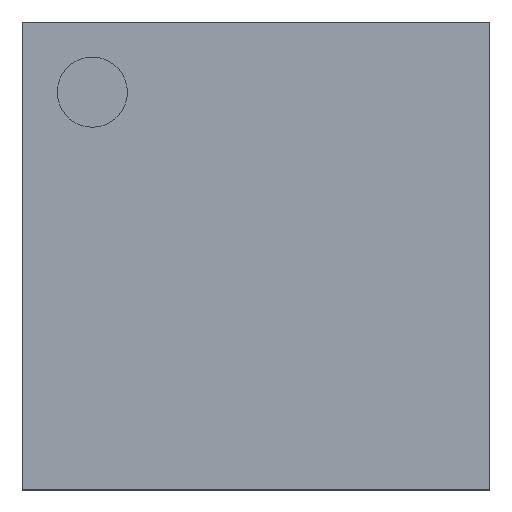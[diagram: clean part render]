
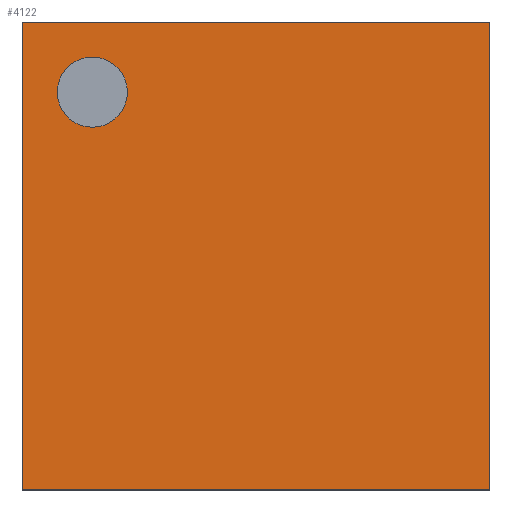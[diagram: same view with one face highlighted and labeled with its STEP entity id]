
A CAD part, top view. The second image highlights one B-rep face of the part: STEP entity #4122.
In plain terms, the highlighted planar face has unit normal (0, 0, 1).
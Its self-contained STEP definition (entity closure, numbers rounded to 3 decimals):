
#3956=CARTESIAN_POINT('',(-0.7,1.05,0.5));
#3957=VERTEX_POINT('',#3956);
#3966=CARTESIAN_POINT('',(-0.7,1.2,0.5));
#3967=DIRECTION('',(0.,0.,1.));
#3968=DIRECTION('',(0.,-1.,0.));
#3969=AXIS2_PLACEMENT_3D('',#3966,#3967,#3968);
#3970=CIRCLE('',#3969,0.15);
#3971=EDGE_CURVE('NONE',#3957,#3957,#3970,.T.);
#3999=CARTESIAN_POINT('',(1.,-0.5,0.5));
#4000=VERTEX_POINT('',#3999);
#4007=CARTESIAN_POINT('',(-1.,-0.5,0.5));
#4008=VERTEX_POINT('',#4007);
#4009=CARTESIAN_POINT('',(-1.,-0.5,0.5));
#4010=DIRECTION('',(1.,0.,-0.));
#4011=VECTOR('',#4010,2.);
#4012=LINE('',#4009,#4011);
#4013=EDGE_CURVE('NONE',#4008,#4000,#4012,.T.);
#4037=CARTESIAN_POINT('',(1.,1.5,0.5));
#4038=VERTEX_POINT('',#4037);
#4045=CARTESIAN_POINT('',(1.,-0.5,0.5));
#4046=DIRECTION('',(-0.,1.,-0.));
#4047=VECTOR('',#4046,2.);
#4048=LINE('',#4045,#4047);
#4049=EDGE_CURVE('NONE',#4000,#4038,#4048,.T.);
#4068=CARTESIAN_POINT('',(-1.,1.5,0.5));
#4069=VERTEX_POINT('',#4068);
#4076=CARTESIAN_POINT('',(1.,1.5,0.5));
#4077=DIRECTION('',(-1.,-0.,0.));
#4078=VECTOR('',#4077,2.);
#4079=LINE('',#4076,#4078);
#4080=EDGE_CURVE('NONE',#4038,#4069,#4079,.T.);
#4098=CARTESIAN_POINT('',(-1.,1.5,0.5));
#4099=DIRECTION('',(0.,-1.,0.));
#4100=VECTOR('',#4099,2.);
#4101=LINE('',#4098,#4100);
#4102=EDGE_CURVE('NONE',#4069,#4008,#4101,.T.);
#4108=CARTESIAN_POINT('',(0.,0.5,0.5));
#4109=DIRECTION('',(0.,0.,1.));
#4110=DIRECTION('',(0.,-1.,0.));
#4111=AXIS2_PLACEMENT_3D('',#4108,#4109,#4110);
#4112=PLANE('',#4111);
#4113=ORIENTED_EDGE('',*,*,#3971,.F.);
#4114=EDGE_LOOP('',(#4113));
#4115=FACE_BOUND('',#4114,.T.);
#4116=ORIENTED_EDGE('',*,*,#4013,.T.);
#4117=ORIENTED_EDGE('',*,*,#4049,.T.);
#4118=ORIENTED_EDGE('',*,*,#4080,.T.);
#4119=ORIENTED_EDGE('',*,*,#4102,.T.);
#4120=EDGE_LOOP('',(#4116,#4117,#4118,#4119));
#4121=FACE_BOUND('',#4120,.T.);
#4122=ADVANCED_FACE('NONE',(#4115,#4121),#4112,.T.);
